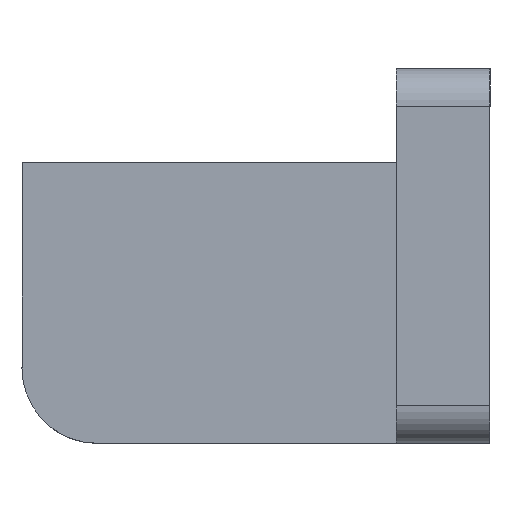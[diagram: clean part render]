
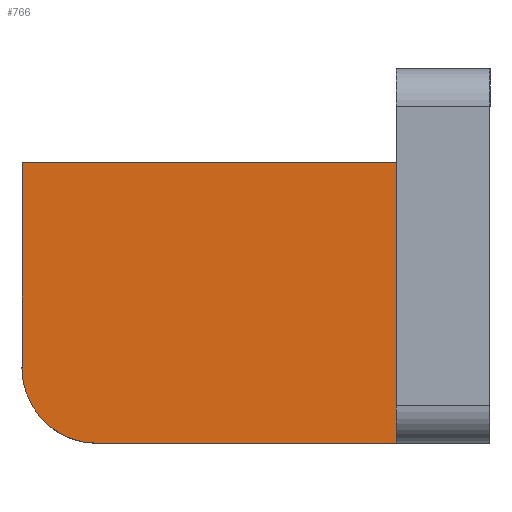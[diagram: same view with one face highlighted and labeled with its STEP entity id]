
A CAD part, left-side view. The second image highlights one B-rep face of the part: STEP entity #766.
In plain terms, the highlighted planar face has unit normal (-1, 0, 0).
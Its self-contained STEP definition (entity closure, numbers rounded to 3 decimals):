
#75=FACE_OUTER_BOUND('',#119,.T.);
#119=EDGE_LOOP('',(#636,#637,#638,#639,#640));
#177=CIRCLE('',#859,4.);
#187=LINE('',#1144,#254);
#198=LINE('',#1198,#265);
#207=LINE('',#1237,#274);
#235=LINE('',#1308,#302);
#254=VECTOR('',#903,1000.);
#265=VECTOR('',#950,1000.);
#274=VECTOR('',#989,1000.);
#302=VECTOR('',#1061,1000.);
#321=VERTEX_POINT('',#1141);
#322=VERTEX_POINT('',#1143);
#347=VERTEX_POINT('',#1196);
#362=VERTEX_POINT('',#1236);
#383=VERTEX_POINT('',#1307);
#398=EDGE_CURVE('',#322,#321,#187,.T.);
#425=EDGE_CURVE('',#347,#321,#198,.T.);
#444=EDGE_CURVE('',#362,#322,#207,.T.);
#482=EDGE_CURVE('',#383,#347,#235,.T.);
#483=EDGE_CURVE('',#383,#362,#177,.T.);
#636=ORIENTED_EDGE('',*,*,#398,.T.);
#637=ORIENTED_EDGE('',*,*,#425,.F.);
#638=ORIENTED_EDGE('',*,*,#482,.F.);
#639=ORIENTED_EDGE('',*,*,#483,.T.);
#640=ORIENTED_EDGE('',*,*,#444,.T.);
#737=PLANE('',#858);
#766=ADVANCED_FACE('',(#75),#737,.F.);
#858=AXIS2_PLACEMENT_3D('',#1306,#1059,#1060);
#859=AXIS2_PLACEMENT_3D('',#1309,#1062,#1063);
#903=DIRECTION('',(0.,0.,1.));
#950=DIRECTION('',(0.,-1.,0.));
#989=DIRECTION('',(0.,-1.,0.));
#1059=DIRECTION('center_axis',(1.,0.,0.));
#1060=DIRECTION('ref_axis',(0.,0.,
-1.));
#1061=DIRECTION('',(0.,0.,1.));
#1062=DIRECTION('center_axis',(-1.,0.,0.));
#1063=DIRECTION('ref_axis',(0.,0.,-1.));
#1141=CARTESIAN_POINT('',(16.5,5.,-5.));
#1143=CARTESIAN_POINT('',(16.5,5.,-20.));
#1144=CARTESIAN_POINT('',(16.5,5.,-20.));
#1196=CARTESIAN_POINT('',(16.5,25.,-5.));
#1198=CARTESIAN_POINT('',(16.5,27.,-5.));
#1236=CARTESIAN_POINT('',(16.5,21.,-20.));
#1237=CARTESIAN_POINT('',(16.5,27.,-20.));
#1306=CARTESIAN_POINT('Origin',(16.5,27.,-20.));
#1307=CARTESIAN_POINT('',(16.5,25.,-16.));
#1308=CARTESIAN_POINT('',(16.5,25.,0.));
#1309=CARTESIAN_POINT('Origin',(16.5,21.,-16.));
